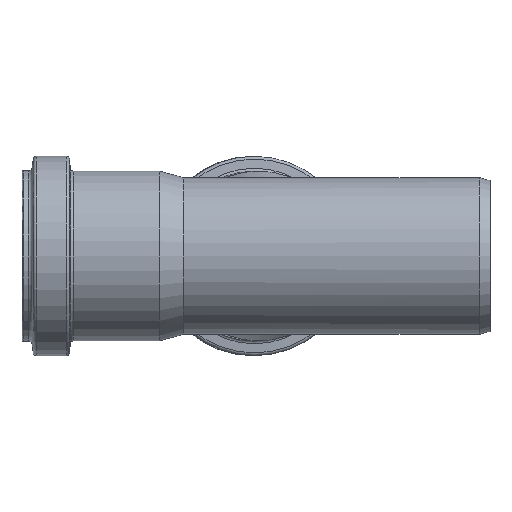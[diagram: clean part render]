
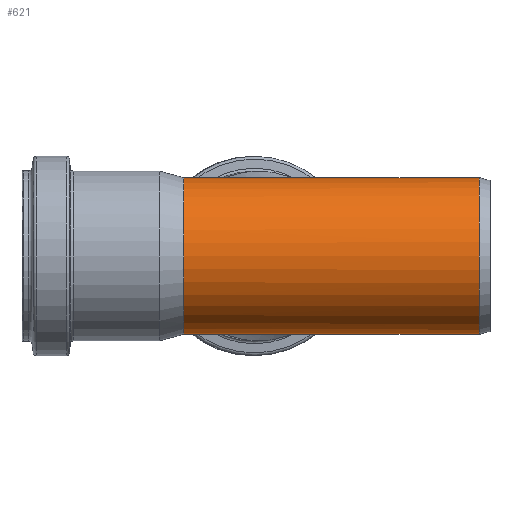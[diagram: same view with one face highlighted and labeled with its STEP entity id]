
A CAD part, left-side view. The second image highlights one B-rep face of the part: STEP entity #621.
In plain terms, the highlighted cylindrical face has radius 25.1 mm (diameter 50.2 mm), a full revolution.
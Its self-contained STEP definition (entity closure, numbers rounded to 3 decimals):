
#51=FACE_BOUND('',#232,.T.);
#104=CIRCLE('',#683,25.1);
#105=CIRCLE('',#684,25.1);
#155=CYLINDRICAL_SURFACE('',#682,25.1);
#175=FACE_OUTER_BOUND('',#231,.T.);
#231=EDGE_LOOP('',(#500));
#232=EDGE_LOOP('',(#501,#502,#503,#504,#505,#506));
#338=B_SPLINE_CURVE_WITH_KNOTS('',3,(#1174,#1175,#1176,#1177,#1178,#1179,
#1180,#1181,#1182,#1183),.UNSPECIFIED.,.F.,.F.,(4,2,2,2,4),(0.,0.016,
0.025,0.03,0.032),.UNSPECIFIED.);
#340=B_SPLINE_CURVE_WITH_KNOTS('',3,(#1192,#1193,#1194,#1195,#1196,#1197,
#1198,#1199,#1200,#1201),.UNSPECIFIED.,.F.,.F.,(4,2,2,2,4),(0.871,
0.875,0.893,0.917,0.981),
 .UNSPECIFIED.);
#343=ELLIPSE('',#675,37.059,25.1);
#344=ELLIPSE('',#676,37.059,25.1);
#347=ELLIPSE('',#679,35.416,25.1);
#351=VERTEX_POINT('',#1041);
#352=VERTEX_POINT('',#1043);
#353=VERTEX_POINT('',#1091);
#354=VERTEX_POINT('',#1092);
#358=VERTEX_POINT('',#1173);
#359=VERTEX_POINT('',#1184);
#360=VERTEX_POINT('',#1267);
#412=EDGE_CURVE('',#351,#352,#343,.T.);
#414=EDGE_CURVE('',#353,#354,#344,.T.);
#419=EDGE_CURVE('',#358,#352,#338,.T.);
#421=EDGE_CURVE('',#353,#359,#340,.T.);
#424=EDGE_CURVE('',#354,#351,#347,.T.);
#426=EDGE_CURVE('',#360,#360,#104,.T.);
#427=EDGE_CURVE('',#359,#358,#105,.T.);
#500=ORIENTED_EDGE('',*,*,#426,.F.);
#501=ORIENTED_EDGE('',*,*,#421,.T.);
#502=ORIENTED_EDGE('',*,*,#427,.T.);
#503=ORIENTED_EDGE('',*,*,#419,.T.);
#504=ORIENTED_EDGE('',*,*,#412,.F.);
#505=ORIENTED_EDGE('',*,*,#424,.F.);
#506=ORIENTED_EDGE('',*,*,#414,.F.);
#621=ADVANCED_FACE('',(#175,#51),#155,.T.);
#675=AXIS2_PLACEMENT_3D('',#1044,#789,#790);
#676=AXIS2_PLACEMENT_3D('',#1093,#791,#792);
#679=AXIS2_PLACEMENT_3D('',#1263,#797,#798);
#682=AXIS2_PLACEMENT_3D('',#1266,#803,#804);
#683=AXIS2_PLACEMENT_3D('',#1268,#805,#806);
#684=AXIS2_PLACEMENT_3D('',#1269,#807,#808);
#789=DIRECTION('center_axis',(0.736,-0.677,0.));
#790=DIRECTION('ref_axis',(0.677,0.736,0.));
#791=DIRECTION('center_axis',(0.736,-0.677,0.));
#792=DIRECTION('ref_axis',(0.677,0.736,0.));
#797=DIRECTION('center_axis',(0.705,0.709,0.));
#798=DIRECTION('ref_axis',(0.709,-0.705,0.));
#803=DIRECTION('center_axis',(0.,-1.,0.));
#804=DIRECTION('ref_axis',(1.,0.,0.));
#805=DIRECTION('center_axis',(0.,-1.,0.));
#806=DIRECTION('ref_axis',(1.,0.,0.));
#807=DIRECTION('center_axis',(0.,-1.,0.));
#808=DIRECTION('ref_axis',(1.,0.,0.));
#1041=CARTESIAN_POINT('',(0.,-24.916,-25.1));
#1043=CARTESIAN_POINT('',(23.308,0.401,-9.315));
#1044=CARTESIAN_POINT('Origin',(0.,-24.916,
0.));
#1091=CARTESIAN_POINT('',(23.308,0.401,9.315));
#1092=CARTESIAN_POINT('',(0.,-24.916,25.1));
#1093=CARTESIAN_POINT('Origin',(0.,-24.916,
0.));
#1173=CARTESIAN_POINT('',(23.199,0.509,-9.581));
#1174=CARTESIAN_POINT('Ctrl Pts',(23.199,0.509,-9.581));
#1175=CARTESIAN_POINT('Ctrl Pts',(23.22,0.509,-9.531));
#1176=CARTESIAN_POINT('Ctrl Pts',(23.243,0.505,-9.475));
#1177=CARTESIAN_POINT('Ctrl Pts',(23.273,0.482,-9.402));
#1178=CARTESIAN_POINT('Ctrl Pts',(23.283,0.471,-9.376));
#1179=CARTESIAN_POINT('Ctrl Pts',(23.297,0.443,-9.342));
#1180=CARTESIAN_POINT('Ctrl Pts',(23.302,0.43,-9.33));
#1181=CARTESIAN_POINT('Ctrl Pts',(23.306,0.41,-9.319));
#1182=CARTESIAN_POINT('Ctrl Pts',(23.307,0.405,-9.317));
#1183=CARTESIAN_POINT('Ctrl Pts',(23.308,0.401,-9.315));
#1184=CARTESIAN_POINT('',(23.199,0.509,9.581));
#1192=CARTESIAN_POINT('Ctrl Pts',(23.308,0.401,9.315));
#1193=CARTESIAN_POINT('Ctrl Pts',(23.307,0.404,9.316));
#1194=CARTESIAN_POINT('Ctrl Pts',(23.307,0.407,9.318));
#1195=CARTESIAN_POINT('Ctrl Pts',(23.303,0.425,9.327));
#1196=CARTESIAN_POINT('Ctrl Pts',(23.299,0.438,9.337));
#1197=CARTESIAN_POINT('Ctrl Pts',(23.287,0.463,9.365));
#1198=CARTESIAN_POINT('Ctrl Pts',(23.28,0.474,9.384));
#1199=CARTESIAN_POINT('Ctrl Pts',(23.251,0.503,9.456));
#1200=CARTESIAN_POINT('Ctrl Pts',(23.224,0.509,9.521));
#1201=CARTESIAN_POINT('Ctrl Pts',(23.199,0.509,9.581));
#1263=CARTESIAN_POINT('Origin',(0.,-24.916,
0.));
#1266=CARTESIAN_POINT('Origin',(0.,0.255,
0.));
#1267=CARTESIAN_POINT('',(25.1,-94.216,0.));
#1268=CARTESIAN_POINT('Origin',(0.,-94.216,
0.));
#1269=CARTESIAN_POINT('Origin',(0.,0.509,
0.));
